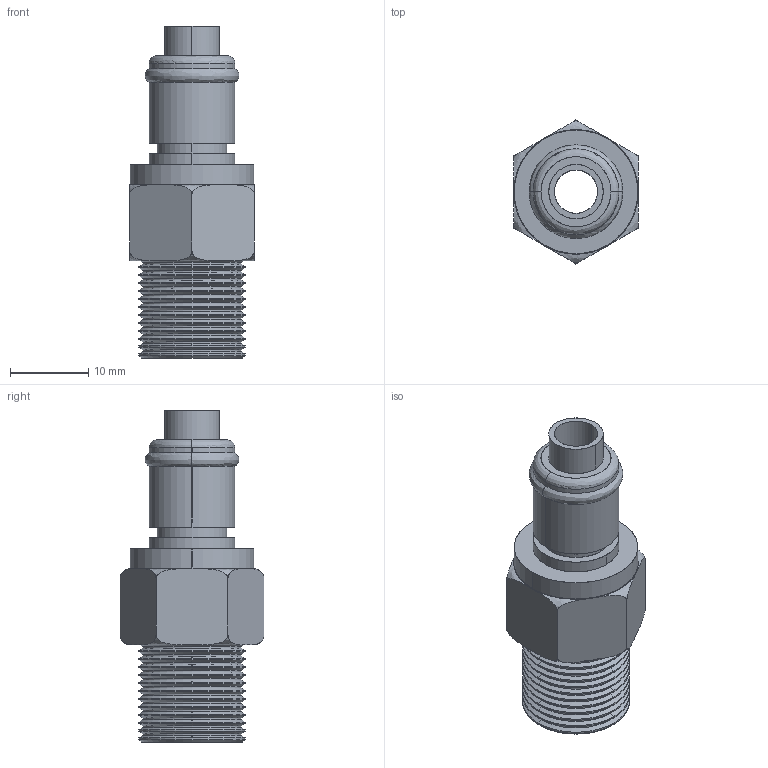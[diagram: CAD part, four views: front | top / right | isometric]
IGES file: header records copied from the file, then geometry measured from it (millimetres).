
Start section: SolidWorks IGES file using analytic representation for surfaces
Global section: file name: 40CBV-PB1-04.IGS; native system: SolidWorks 2017; preprocessor: SolidWorks 2017; author: wtsang; date: 170106.162553; units: inch
Bounding box: 15.95 x 18.42 x 42.49 mm (x, y, z)
Surface area: 3466.8 mm2 (no closed solid volume)
Topology: 0 solids, 0 shells, 148 faces, 1648 edges, 1646 vertices
Faces by surface type: revolution 116, bspline 32
